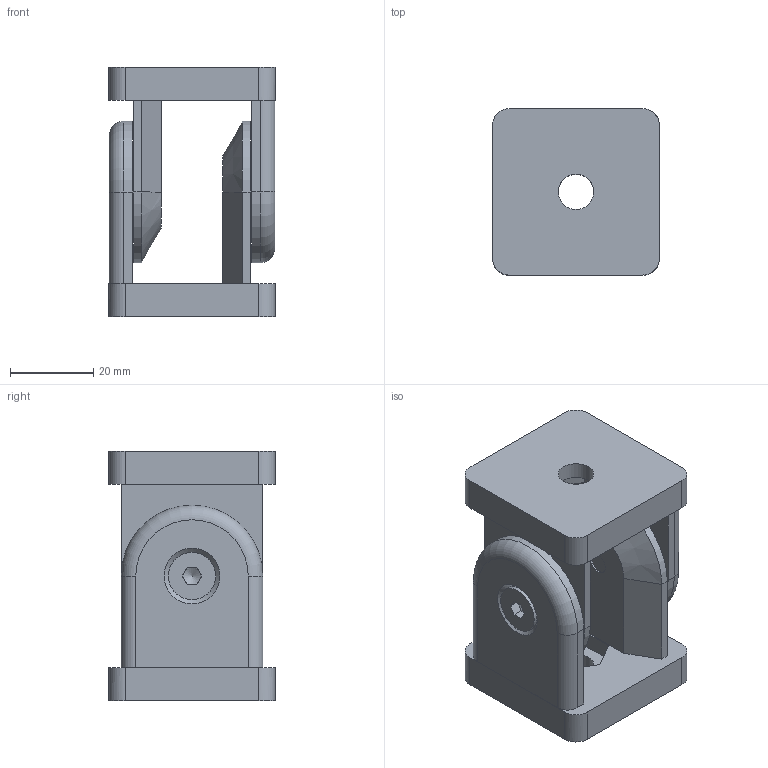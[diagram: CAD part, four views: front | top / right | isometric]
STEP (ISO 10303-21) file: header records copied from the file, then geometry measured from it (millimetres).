
FILE_DESCRIPTION(('STEP AP203'),'1');
FILE_NAME('FIXE08E1032.stp','2025-04-15T06:57:33',(' '),(' '),'Spatial InterOp 3D',' ',' ');
FILE_SCHEMA(('CONFIG_CONTROL_DESIGN'));
Length unit declared in the file: millimetre
Products named in the file (3): Articulation réglable 8 40x40; Vis FHC - M6x12; Demi_Articulation 8 40x40 H30
Assembly tree (4 placements, depth 2):
  Articulation réglable 8 40x40
    Vis FHC - M6x12  x2
    Demi_Articulation 8 40x40 H30  x2
Bounding box: 40 x 40 x 60 mm (x, y, z)
Volume: 48933.7 mm3; surface area: 20492.3 mm2
Topology: 4 solids, 4 shells, 102 faces, 254 edges, 166 vertices
Faces by surface type: plane 62, cylinder 28, cone 10, torus 2
Full cylindrical faces by diameter (mm): 5 x2, 6 x4, 7 x2, 8.5 x2, 11.34 x2
Entity records: 2214 total; most frequent: CARTESIAN_POINT 328, DIRECTION 250, ORIENTED_EDGE 226, EDGE_CURVE 113, PROPERTY_DEFINITION_REPRESENTATION 90, GENERAL_PROPERTY_ASSOCIATION 90, PROPERTY_DEFINITION 90, REPRESENTATION 90
